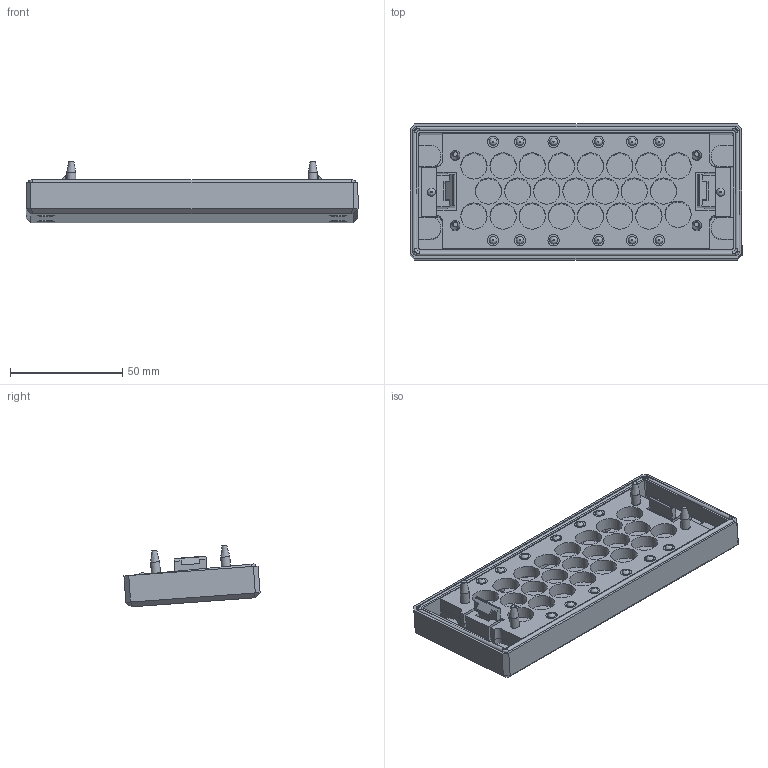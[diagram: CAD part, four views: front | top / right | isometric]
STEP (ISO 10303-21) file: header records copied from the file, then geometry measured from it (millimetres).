
FILE_DESCRIPTION(/* description */ ('Einführungsrahmen','CAx-IF Rec.Pracs.---Representation and Presentation of Product Manufacturing Information (PMI)---3.8---2014-02-18'),/* implementation_level */ '2;1');
FILE_NAME(/* name */ 'BRM00G-RST.stp',/* time_stamp */ '2024-06-17T12:53:08+02:00',/* author */ ('sl'),/* organization */ (''),/* preprocessor_version */ 'ST-DEVELOPER v16.5',/* originating_system */ 'Autodesk Inventor 2017',/* authorisation */ '');
FILE_SCHEMA (('AP242_MANAGED_MODEL_BASED_3D_ENGINEERING_MIM_LF { 1 0 10303 442 1 1 4 }'));
Length unit declared in the file: millimetre
Products named in the file (7): BRM00G; BRM; BRM_1; Einführungsrahmen-02-BT-0006-BRM; Einführungsrahmen-02-BT-0007-BRM; Einführungsrahmen-02-BT-0008-BRM; Einführungsrahmen-02-BT-00013-BRM00G
Assembly tree (7 placements, depth 2):
  BRM00G
    BRM
    BRM_1
    Einführungsrahmen-02-BT-0006-BRM
    Einführungsrahmen-02-BT-0007-BRM
    Einführungsrahmen-02-BT-0008-BRM
    Einführungsrahmen-02-BT-00013-BRM00G  x2
Bounding box: 148 x 60.71 x 27.53 mm (x, y, z)
Volume: 71050.7 mm3; surface area: 53992.7 mm2
Topology: 9 solids, 9 shells, 372 faces, 881 edges, 576 vertices
Faces by surface type: plane 235, cylinder 103, bspline 18, cone 8, torus 8
Full cylindrical faces by diameter (mm): 2 x16, 4.05 x4, 4.7 x4, 5 x12, 7.5 x4, 11.7 x23
Entity records: 10311 total; most frequent: CARTESIAN_POINT 2098, DIRECTION 1690, ORIENTED_EDGE 1496, EDGE_CURVE 748, AXIS2_PLACEMENT_3D 608, VERTEX_POINT 536, EDGE_LOOP 528, LINE 474
